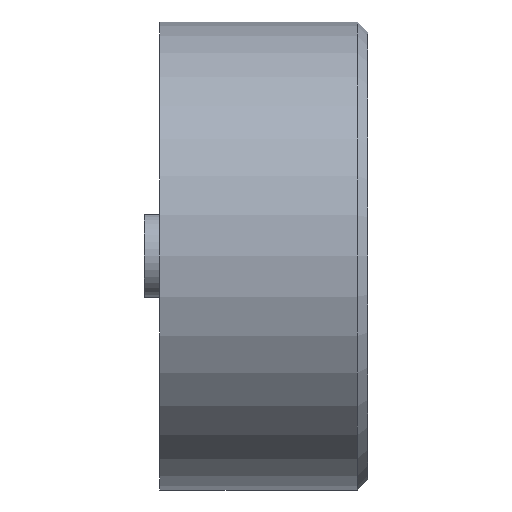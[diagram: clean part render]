
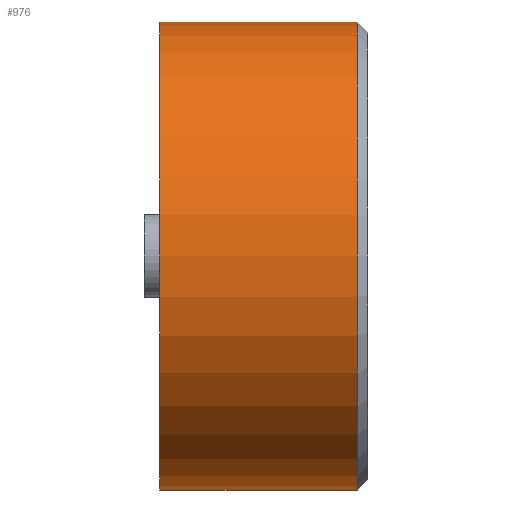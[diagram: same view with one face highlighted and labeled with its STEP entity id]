
A CAD part, left-side view. The second image highlights one B-rep face of the part: STEP entity #976.
In plain terms, the highlighted cylindrical face has radius 22.5 mm (diameter 45 mm), a partial arc.
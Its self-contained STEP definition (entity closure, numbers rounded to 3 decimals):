
#1 = LINE ( 'NONE', #1622, #1462 ) ;
#35 = CARTESIAN_POINT ( 'NONE',  ( 0., 1., 0. ) ) ;
#39 = AXIS2_PLACEMENT_3D ( 'NONE', #198, #1030, #868 ) ;
#60 = ORIENTED_EDGE ( 'NONE', *, *, #800, .T. ) ;
#107 = VERTEX_POINT ( 'NONE', #1741 ) ;
#131 = DIRECTION ( 'NONE',  ( 0., -1., 0. ) ) ;
#198 = CARTESIAN_POINT ( 'NONE',  ( 0., 20., 0. ) ) ;
#343 = CYLINDRICAL_SURFACE ( 'NONE', #1471, 22.5 ) ;
#574 = DIRECTION ( 'NONE',  ( 0., 1., 0. ) ) ;
#612 = CARTESIAN_POINT ( 'NONE',  ( 0., 20., 0. ) ) ;
#615 = EDGE_LOOP ( 'NONE', ( #1356, #1658, #60, #1593 ) ) ;
#672 = EDGE_CURVE ( 'NONE', #788, #1437, #1599, .T. ) ;
#788 = VERTEX_POINT ( 'NONE', #1188 ) ;
#800 = EDGE_CURVE ( 'NONE', #107, #802, #1, .T. ) ;
#802 = VERTEX_POINT ( 'NONE', #1056 ) ;
#815 = DIRECTION ( 'NONE',  ( 0., -1., 0. ) ) ;
#868 = DIRECTION ( 'NONE',  ( 0., 0., 1. ) ) ;
#896 = CARTESIAN_POINT ( 'NONE',  ( 0., 1., 22.5 ) ) ;
#976 = ADVANCED_FACE ( 'NONE', ( #1295 ), #343, .T. ) ;
#1015 = DIRECTION ( 'NONE',  ( 0., 0., -1. ) ) ;
#1030 = DIRECTION ( 'NONE',  ( 0., 1., 0. ) ) ;
#1056 = CARTESIAN_POINT ( 'NONE',  ( 0., 1., -22.5 ) ) ;
#1087 = CARTESIAN_POINT ( 'NONE',  ( 0., 20., 22.5 ) ) ;
#1110 = DIRECTION ( 'NONE',  ( 0., 0., 1. ) ) ;
#1188 = CARTESIAN_POINT ( 'NONE',  ( 0., 20., 22.5 ) ) ;
#1243 = CIRCLE ( 'NONE', #1411, 22.5 ) ;
#1287 = DIRECTION ( 'NONE',  ( 0., -1., 0. ) ) ;
#1295 = FACE_OUTER_BOUND ( 'NONE', #615, .T. ) ;
#1309 = EDGE_CURVE ( 'NONE', #802, #1437, #1243, .T. ) ;
#1356 = ORIENTED_EDGE ( 'NONE', *, *, #672, .F. ) ;
#1411 = AXIS2_PLACEMENT_3D ( 'NONE', #35, #574, #1110 ) ;
#1437 = VERTEX_POINT ( 'NONE', #896 ) ;
#1441 = CIRCLE ( 'NONE', #39, 22.5 ) ;
#1452 = EDGE_CURVE ( 'NONE', #107, #788, #1441, .T. ) ;
#1462 = VECTOR ( 'NONE', #815, 1000. ) ;
#1471 = AXIS2_PLACEMENT_3D ( 'NONE', #612, #1287, #1015 ) ;
#1593 = ORIENTED_EDGE ( 'NONE', *, *, #1309, .T. ) ;
#1599 = LINE ( 'NONE', #1087, #1655 ) ;
#1622 = CARTESIAN_POINT ( 'NONE',  ( 0., 20., -22.5 ) ) ;
#1655 = VECTOR ( 'NONE', #131, 1000. ) ;
#1658 = ORIENTED_EDGE ( 'NONE', *, *, #1452, .F. ) ;
#1741 = CARTESIAN_POINT ( 'NONE',  ( 0., 20., -22.5 ) ) ;
